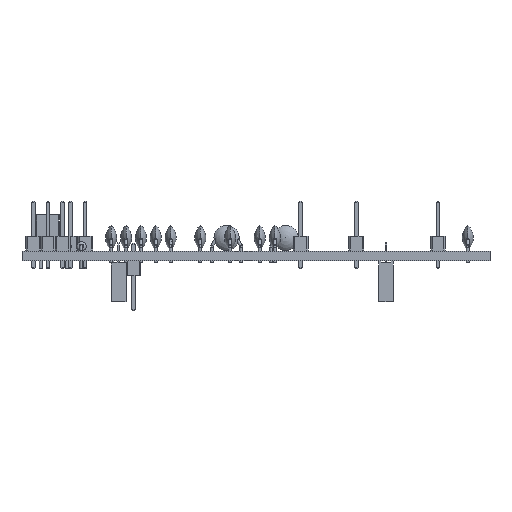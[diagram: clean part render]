
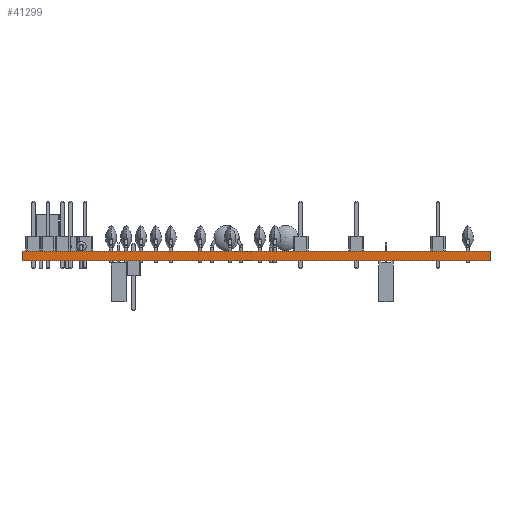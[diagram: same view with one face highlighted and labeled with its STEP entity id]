
A CAD part, front view. The second image highlights one B-rep face of the part: STEP entity #41299.
In plain terms, the highlighted planar face has unit normal (0, -1, 0).
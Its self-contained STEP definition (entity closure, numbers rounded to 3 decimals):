
#41299 = ADVANCED_FACE('',(#41300),#41314,.T.);
#41300 = FACE_BOUND('',#41301,.T.);
#41301 = EDGE_LOOP('',(#41302,#41337,#41365,#41393));
#41302 = ORIENTED_EDGE('',*,*,#41303,.T.);
#41303 = EDGE_CURVE('',#41304,#41306,#41308,.T.);
#41304 = VERTEX_POINT('',#41305);
#41305 = CARTESIAN_POINT('',(166.03,-165.71,0.));
#41306 = VERTEX_POINT('',#41307);
#41307 = CARTESIAN_POINT('',(166.03,-165.71,1.58));
#41308 = SURFACE_CURVE('',#41309,(#41313,#41325),.PCURVE_S1.);
#41309 = LINE('',#41310,#41311);
#41310 = CARTESIAN_POINT('',(166.03,-165.71,0.));
#41311 = VECTOR('',#41312,1.);
#41312 = DIRECTION('',(0.,0.,1.));
#41313 = PCURVE('',#41314,#41319);
#41314 = PLANE('',#41315);
#41315 = AXIS2_PLACEMENT_3D('',#41316,#41317,#41318);
#41316 = CARTESIAN_POINT('',(166.03,-165.71,0.));
#41317 = DIRECTION('',(0.,-1.,0.));
#41318 = DIRECTION('',(-1.,0.,0.));
#41319 = DEFINITIONAL_REPRESENTATION('',(#41320),#41324);
#41320 = LINE('',#41321,#41322);
#41321 = CARTESIAN_POINT('',(0.,-0.));
#41322 = VECTOR('',#41323,1.);
#41323 = DIRECTION('',(0.,-1.));
#41324 = ( GEOMETRIC_REPRESENTATION_CONTEXT(2) 
PARAMETRIC_REPRESENTATION_CONTEXT() REPRESENTATION_CONTEXT('2D SPACE',''
  ) );
#41325 = PCURVE('',#41326,#41331);
#41326 = PLANE('',#41327);
#41327 = AXIS2_PLACEMENT_3D('',#41328,#41329,#41330);
#41328 = CARTESIAN_POINT('',(166.03,-65.71,0.));
#41329 = DIRECTION('',(1.,0.,-0.));
#41330 = DIRECTION('',(0.,-1.,0.));
#41331 = DEFINITIONAL_REPRESENTATION('',(#41332),#41336);
#41332 = LINE('',#41333,#41334);
#41333 = CARTESIAN_POINT('',(100.,0.));
#41334 = VECTOR('',#41335,1.);
#41335 = DIRECTION('',(0.,-1.));
#41336 = ( GEOMETRIC_REPRESENTATION_CONTEXT(2) 
PARAMETRIC_REPRESENTATION_CONTEXT() REPRESENTATION_CONTEXT('2D SPACE',''
  ) );
#41337 = ORIENTED_EDGE('',*,*,#41338,.T.);
#41338 = EDGE_CURVE('',#41306,#41339,#41341,.T.);
#41339 = VERTEX_POINT('',#41340);
#41340 = CARTESIAN_POINT('',(86.03,-165.71,1.58));
#41341 = SURFACE_CURVE('',#41342,(#41346,#41353),.PCURVE_S1.);
#41342 = LINE('',#41343,#41344);
#41343 = CARTESIAN_POINT('',(166.03,-165.71,1.58));
#41344 = VECTOR('',#41345,1.);
#41345 = DIRECTION('',(-1.,0.,0.));
#41346 = PCURVE('',#41314,#41347);
#41347 = DEFINITIONAL_REPRESENTATION('',(#41348),#41352);
#41348 = LINE('',#41349,#41350);
#41349 = CARTESIAN_POINT('',(0.,-1.58));
#41350 = VECTOR('',#41351,1.);
#41351 = DIRECTION('',(1.,0.));
#41352 = ( GEOMETRIC_REPRESENTATION_CONTEXT(2) 
PARAMETRIC_REPRESENTATION_CONTEXT() REPRESENTATION_CONTEXT('2D SPACE',''
  ) );
#41353 = PCURVE('',#41354,#41359);
#41354 = PLANE('',#41355);
#41355 = AXIS2_PLACEMENT_3D('',#41356,#41357,#41358);
#41356 = CARTESIAN_POINT('',(126.03,-115.71,1.58));
#41357 = DIRECTION('',(-0.,-0.,-1.));
#41358 = DIRECTION('',(-1.,0.,0.));
#41359 = DEFINITIONAL_REPRESENTATION('',(#41360),#41364);
#41360 = LINE('',#41361,#41362);
#41361 = CARTESIAN_POINT('',(-40.,-50.));
#41362 = VECTOR('',#41363,1.);
#41363 = DIRECTION('',(1.,0.));
#41364 = ( GEOMETRIC_REPRESENTATION_CONTEXT(2) 
PARAMETRIC_REPRESENTATION_CONTEXT() REPRESENTATION_CONTEXT('2D SPACE',''
  ) );
#41365 = ORIENTED_EDGE('',*,*,#41366,.F.);
#41366 = EDGE_CURVE('',#41367,#41339,#41369,.T.);
#41367 = VERTEX_POINT('',#41368);
#41368 = CARTESIAN_POINT('',(86.03,-165.71,0.));
#41369 = SURFACE_CURVE('',#41370,(#41374,#41381),.PCURVE_S1.);
#41370 = LINE('',#41371,#41372);
#41371 = CARTESIAN_POINT('',(86.03,-165.71,0.));
#41372 = VECTOR('',#41373,1.);
#41373 = DIRECTION('',(0.,0.,1.));
#41374 = PCURVE('',#41314,#41375);
#41375 = DEFINITIONAL_REPRESENTATION('',(#41376),#41380);
#41376 = LINE('',#41377,#41378);
#41377 = CARTESIAN_POINT('',(80.,0.));
#41378 = VECTOR('',#41379,1.);
#41379 = DIRECTION('',(0.,-1.));
#41380 = ( GEOMETRIC_REPRESENTATION_CONTEXT(2) 
PARAMETRIC_REPRESENTATION_CONTEXT() REPRESENTATION_CONTEXT('2D SPACE',''
  ) );
#41381 = PCURVE('',#41382,#41387);
#41382 = PLANE('',#41383);
#41383 = AXIS2_PLACEMENT_3D('',#41384,#41385,#41386);
#41384 = CARTESIAN_POINT('',(86.03,-165.71,0.));
#41385 = DIRECTION('',(-1.,0.,0.));
#41386 = DIRECTION('',(0.,1.,0.));
#41387 = DEFINITIONAL_REPRESENTATION('',(#41388),#41392);
#41388 = LINE('',#41389,#41390);
#41389 = CARTESIAN_POINT('',(0.,0.));
#41390 = VECTOR('',#41391,1.);
#41391 = DIRECTION('',(0.,-1.));
#41392 = ( GEOMETRIC_REPRESENTATION_CONTEXT(2) 
PARAMETRIC_REPRESENTATION_CONTEXT() REPRESENTATION_CONTEXT('2D SPACE',''
  ) );
#41393 = ORIENTED_EDGE('',*,*,#41394,.F.);
#41394 = EDGE_CURVE('',#41304,#41367,#41395,.T.);
#41395 = SURFACE_CURVE('',#41396,(#41400,#41407),.PCURVE_S1.);
#41396 = LINE('',#41397,#41398);
#41397 = CARTESIAN_POINT('',(166.03,-165.71,0.));
#41398 = VECTOR('',#41399,1.);
#41399 = DIRECTION('',(-1.,0.,0.));
#41400 = PCURVE('',#41314,#41401);
#41401 = DEFINITIONAL_REPRESENTATION('',(#41402),#41406);
#41402 = LINE('',#41403,#41404);
#41403 = CARTESIAN_POINT('',(0.,-0.));
#41404 = VECTOR('',#41405,1.);
#41405 = DIRECTION('',(1.,0.));
#41406 = ( GEOMETRIC_REPRESENTATION_CONTEXT(2) 
PARAMETRIC_REPRESENTATION_CONTEXT() REPRESENTATION_CONTEXT('2D SPACE',''
  ) );
#41407 = PCURVE('',#41408,#41413);
#41408 = PLANE('',#41409);
#41409 = AXIS2_PLACEMENT_3D('',#41410,#41411,#41412);
#41410 = CARTESIAN_POINT('',(126.03,-115.71,0.));
#41411 = DIRECTION('',(-0.,-0.,-1.));
#41412 = DIRECTION('',(-1.,0.,0.));
#41413 = DEFINITIONAL_REPRESENTATION('',(#41414),#41418);
#41414 = LINE('',#41415,#41416);
#41415 = CARTESIAN_POINT('',(-40.,-50.));
#41416 = VECTOR('',#41417,1.);
#41417 = DIRECTION('',(1.,0.));
#41418 = ( GEOMETRIC_REPRESENTATION_CONTEXT(2) 
PARAMETRIC_REPRESENTATION_CONTEXT() REPRESENTATION_CONTEXT('2D SPACE',''
  ) );
